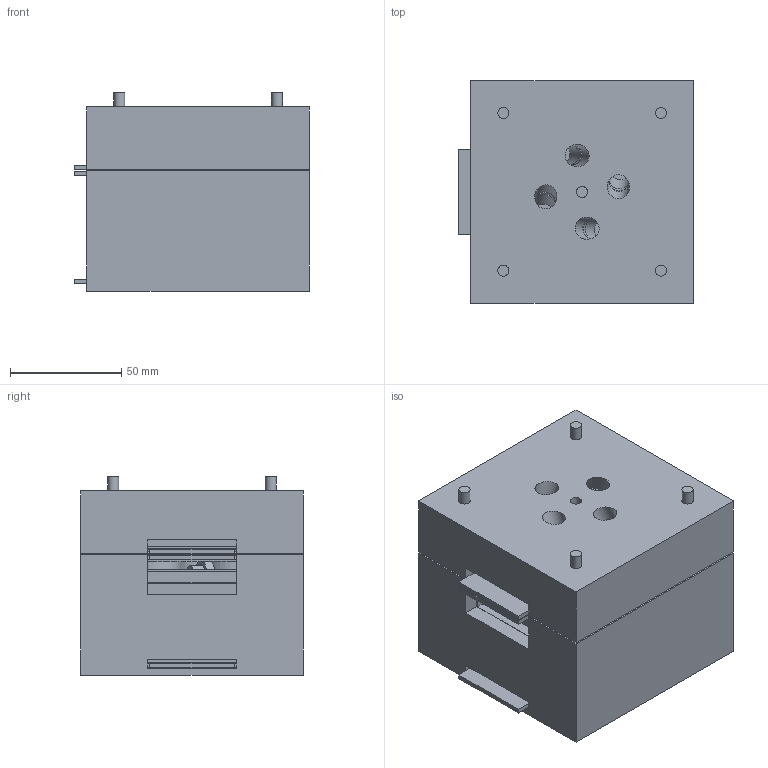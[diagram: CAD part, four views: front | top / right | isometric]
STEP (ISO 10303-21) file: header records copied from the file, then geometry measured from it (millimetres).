
FILE_DESCRIPTION(/* description */ (''),/* implementation_level */ '2;1');
FILE_NAME(/* name */ 'LEM_Cannoncini v4.step',/* time_stamp */ '2023-09-15T14:26:38+02:00',/* author */ (''),/* organization */ (''),/* preprocessor_version */ 'ST-DEVELOPER v20',/* originating_system */ 'Autodesk Translation Framework v12.9.0.99',/* authorisation */ '');
FILE_SCHEMA (('AUTOMOTIVE_DESIGN { 1 0 10303 214 3 1 1 }'));
Length unit declared in the file: millimetre
Products named in the file (47): LEM_Cannoncini; BakeliteBoardMiddleUpper; AlCoverUpper; AlFrame_Thin (3); SiliconDetector_Thin (4); AlFrame_Thin (4); AlFrame_Thin (2); AlFrame_Thin (1); SiliconDetector_Thin (1); SiliconDetector_Thin; SiliconDetector_Thin (2); SiliconDetector_Thin (3); SiliconDetector_Thick (3); AlScrew_Thick (2); BakeliteCable_Thick (2); BakeliteBoardBottom; SiliconDetector_Thick (1); AlFrame_Thick (1); AlCoverLower; AlFrame_Thick (4); BakeliteCable_Thick (3); BakeliteCable_Thick (1); BakeliteCable_Thick; Calo; BakeliteBoardTop; AlFrame_Thin; PlasticVetoTop; AlScrew (1); SiliconDetector_Thick (4); AlFrame_Thick (2); AlScrew_Thick (3); AlScrew (2); SiliconDetector_Thick (2); AlFrame_Thick (3); SiliconDetector_Thick; BakeliteCable_Thick (4); AlScrew (3); AlScrew_Thick; AlScrew_Thick (4); BakeliteBoardCalo ...
Assembly tree (46 placements, depth 2):
  LEM_Cannoncini
    BakeliteBoardMiddleUpper
    AlCoverUpper
    AlFrame_Thin (3)
    SiliconDetector_Thin (4)
    AlFrame_Thin (4)
    AlFrame_Thin (2)
    AlFrame_Thin (1)
    SiliconDetector_Thin (1)
    SiliconDetector_Thin
    SiliconDetector_Thin (2)
    SiliconDetector_Thin (3)
    SiliconDetector_Thick (3)
    AlScrew_Thick (2)
    BakeliteCable_Thick (2)
    BakeliteBoardBottom
    SiliconDetector_Thick (1)
    AlFrame_Thick (1)
    AlCoverLower
    AlFrame_Thick (4)
    BakeliteCable_Thick (3)
    BakeliteCable_Thick (1)
    BakeliteCable_Thick
    Calo
    BakeliteBoardTop
    AlFrame_Thin
    PlasticVetoTop
    AlScrew (1)
    SiliconDetector_Thick (4)
    AlFrame_Thick (2)
    AlScrew_Thick (3)
    AlScrew (2)
    SiliconDetector_Thick (2)
    AlFrame_Thick (3)
    SiliconDetector_Thick
    BakeliteCable_Thick (4)
    AlScrew (3)
    AlScrew_Thick
    AlScrew_Thick (4)
    BakeliteBoardCalo
    BakeliteBoardMiddleLower
    AlFrame_Thick
    AlBottom
    AlScrew_Thick (1)
    AlScrew
    PlasticVetoBottom
    AlTop
Bounding box: 105.5 x 100 x 89 mm (x, y, z)
Volume: 678113.7 mm3; surface area: 296699.1 mm2
Topology: 46 solids, 46 shells, 470 faces, 1086 edges, 724 vertices
Faces by surface type: plane 303, cylinder 167
Full cylindrical faces by diameter (mm): 4.4 x1, 4.492 x4, 4.98 x4, 5 x44, 5.092 x4, 7.6 x1, 8 x3, 9 x1, 10 x12, 13.2 x1, 13.4 x4, 13.8 x12, 14 x2, 14.863 x1, 15.2 x1, 15.8 x4, 16.2 x2, 17.4 x1, 19.4 x1, 20 x4, 21.931 x4, 22 x4, 23 x8, 24.1 x4, 26.1 x4, 28.1 x8
Entity records: 15478 total; most frequent: DIRECTION 2556, CARTESIAN_POINT 2548, ORIENTED_EDGE 2172, EDGE_CURVE 1086, AXIS2_PLACEMENT_3D 922, VERTEX_POINT 724, LINE 712, VECTOR 712
